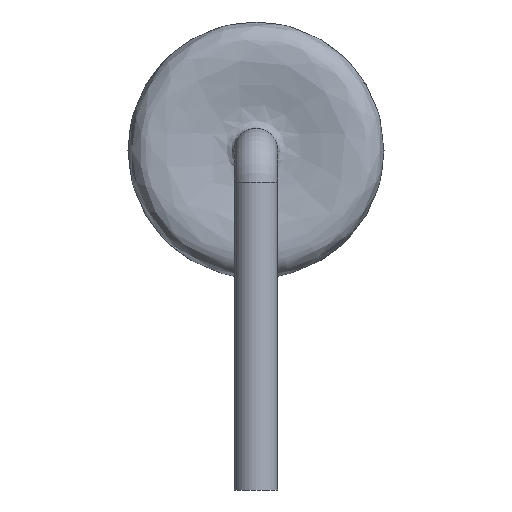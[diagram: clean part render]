
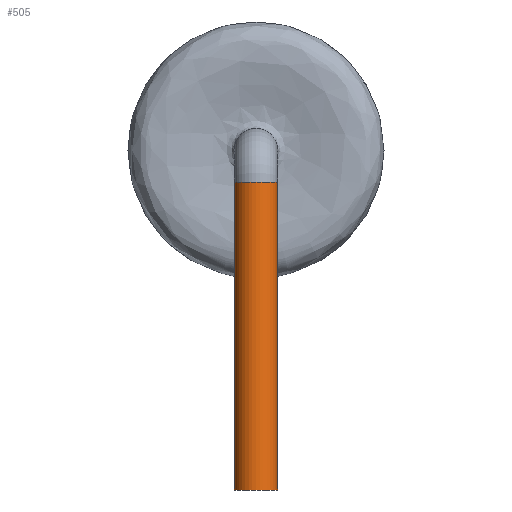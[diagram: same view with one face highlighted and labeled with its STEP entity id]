
A CAD part, left-side view. The second image highlights one B-rep face of the part: STEP entity #505.
In plain terms, the highlighted cylindrical face has radius 0.2 mm (diameter 0.4 mm), a full revolution.
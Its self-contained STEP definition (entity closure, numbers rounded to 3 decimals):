
#484 = VERTEX_POINT('',#485);
#485 = CARTESIAN_POINT('',(-2.6,-0.,-0.3));
#492 = EDGE_CURVE('',#484,#484,#493,.T.);
#493 = CIRCLE('',#494,0.2);
#494 = AXIS2_PLACEMENT_3D('',#495,#496,#497);
#495 = CARTESIAN_POINT('',(-2.8,0.,-0.3));
#496 = DIRECTION('',(0.,0.,1.));
#497 = DIRECTION('',(-1.,0.,0.));
#505 = ADVANCED_FACE('',(#506),#525,.T.);
#506 = FACE_BOUND('',#507,.T.);
#507 = EDGE_LOOP('',(#508,#516,#523,#524));
#508 = ORIENTED_EDGE('',*,*,#509,.T.);
#509 = EDGE_CURVE('',#484,#510,#512,.T.);
#510 = VERTEX_POINT('',#511);
#511 = CARTESIAN_POINT('',(-2.6,0.,-3.15));
#512 = LINE('',#513,#514);
#513 = CARTESIAN_POINT('',(-2.6,0.,-3.15));
#514 = VECTOR('',#515,1.);
#515 = DIRECTION('',(0.,0.,-1.));
#516 = ORIENTED_EDGE('',*,*,#517,.F.);
#517 = EDGE_CURVE('',#510,#510,#518,.T.);
#518 = CIRCLE('',#519,0.2);
#519 = AXIS2_PLACEMENT_3D('',#520,#521,#522);
#520 = CARTESIAN_POINT('',(-2.8,0.,-3.15));
#521 = DIRECTION('',(0.,0.,-1.));
#522 = DIRECTION('',(1.,0.,0.));
#523 = ORIENTED_EDGE('',*,*,#509,.F.);
#524 = ORIENTED_EDGE('',*,*,#492,.F.);
#525 = CYLINDRICAL_SURFACE('',#526,0.2);
#526 = AXIS2_PLACEMENT_3D('',#527,#528,#529);
#527 = CARTESIAN_POINT('',(-2.8,0.,-3.15));
#528 = DIRECTION('',(0.,0.,-1.));
#529 = DIRECTION('',(1.,0.,0.));
